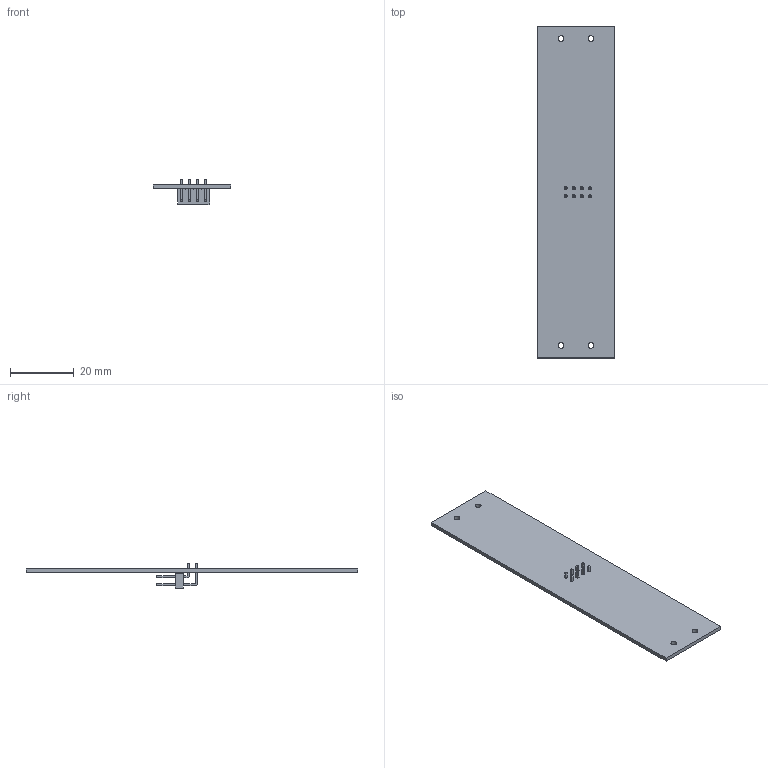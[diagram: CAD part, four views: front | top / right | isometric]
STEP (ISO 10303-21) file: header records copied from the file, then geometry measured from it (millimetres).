
FILE_DESCRIPTION(('FreeCAD Model'),'2;1');
FILE_NAME('IFEI.step','2019-11-07T07:51:58',('Author'),(''), 'Open CASCADE STEP processor 7.3','FreeCAD','Unknown');
FILE_SCHEMA(('AUTOMOTIVE_DESIGN { 1 0 10303 214 1 1 1 1 }'));
Length unit declared in the file: millimetre
Products named in the file (8): IFEI; Board_Geoms; Local_CS; Pcb; Open CASCADE STEP translator 7.3 1.1.2.1; Step_Models; Bot; J1_PinHeader_2x04_P254mm_Horizontal_5DBCFCC3
Assembly tree (7 placements, depth 4):
  IFEI
    Board_Geoms
      Local_CS
      Pcb
        Open CASCADE STEP translator 7.3 1.1.2.1
    Step_Models
      Bot
        J1_PinHeader_2x04_P254mm_Horizontal_5DBCFCC3
Bounding box: 24.32 x 104.33 x 8.08 mm (x, y, z)
Volume: 3200.1 mm3; surface area: 5874.4 mm2
Topology: 2 solids, 2 shells, 214 faces, 518 edges, 324 vertices
Faces by surface type: plane 194, cylinder 20
Full cylindrical faces by diameter (mm): 1 x8, 1.85 x4
Entity records: 7638 total; most frequent: CARTESIAN_POINT 1064, ORIENTED_EDGE 1036, DIRECTION 1002, EDGE_CURVE 518, LINE 478, VECTOR 478, VERTEX_POINT 324, AXIS2_PLACEMENT_3D 262
